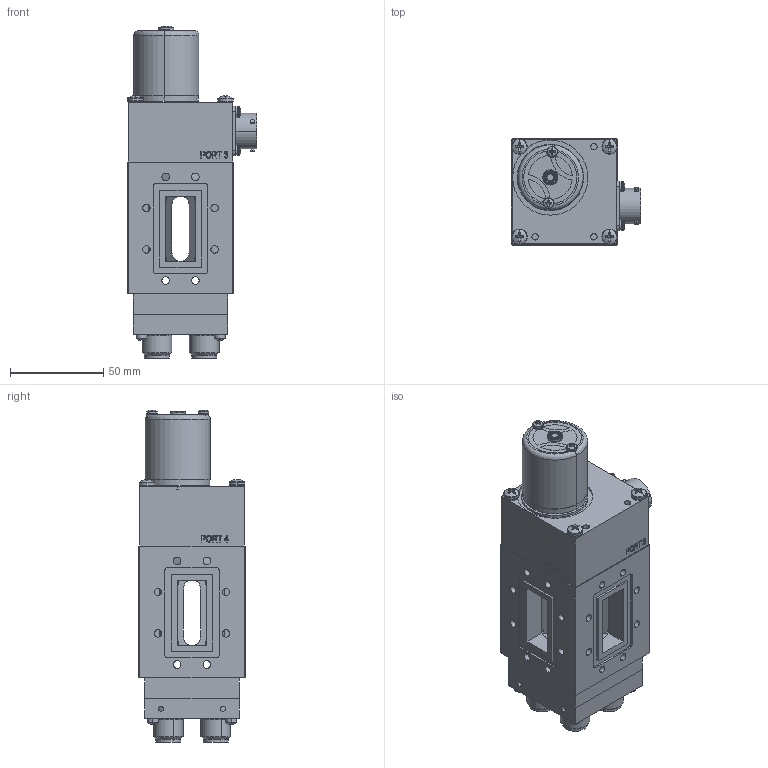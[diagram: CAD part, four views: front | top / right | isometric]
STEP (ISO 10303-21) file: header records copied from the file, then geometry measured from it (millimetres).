
FILE_DESCRIPTION (( 'STEP AP203' ), '1' );
FILE_NAME ('3N-AG.STEP', '2012-06-01T15:35:43', ( '' ), ( '' ), 'SwSTEP 2.0', 'SolidWorks 2012', '' );
FILE_SCHEMA (( 'CONFIG_CONTROL_DESIGN' ));
Length unit declared in the file: inch
Products named in the file (1): 3N-AG
Bounding box: 69.44 x 57.15 x 177.87 mm (x, y, z)
Surface area: 67000.4 mm2 (no closed solid volume)
Topology: 0 solids, 53 shells, 844 faces, 2683 edges, 1867 vertices
Faces by surface type: plane 405, cylinder 293, bspline 42, cone 40, torus 36, sphere 28
Entity records: 34176 total; most frequent: CARTESIAN_POINT 10417, DIRECTION 5116, ORIENTED_EDGE 4317, EDGE_CURVE 2683, AXIS2_PLACEMENT_3D 1886, VERTEX_POINT 1867, LINE 1344, VECTOR 1344
